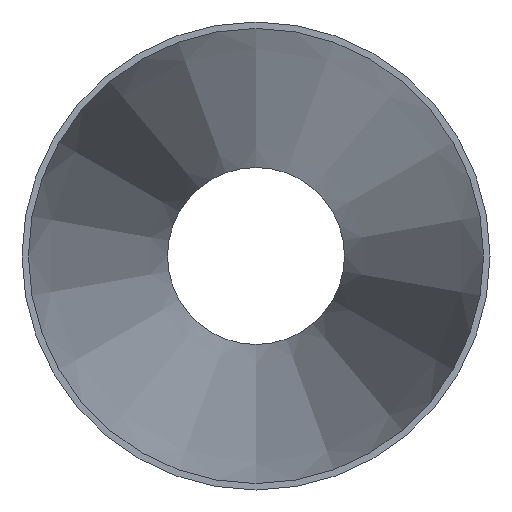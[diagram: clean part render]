
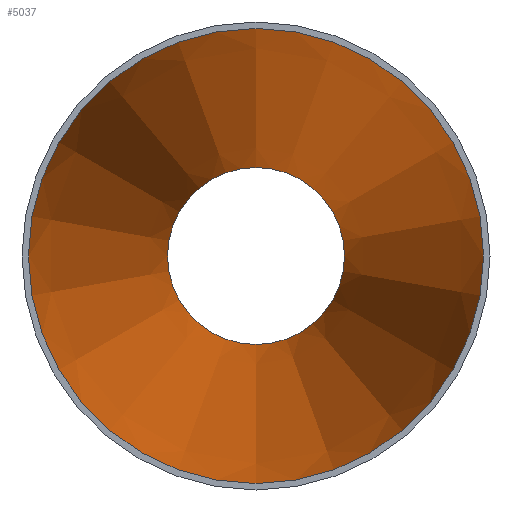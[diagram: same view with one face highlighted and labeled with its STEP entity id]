
A CAD part, front view. The second image highlights one B-rep face of the part: STEP entity #5037.
In plain terms, the highlighted conical face has half-angle 7.418 degrees and reference radius 106.525 mm.
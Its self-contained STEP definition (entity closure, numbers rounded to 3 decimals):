
#1733 = CARTESIAN_POINT ( 'NONE',  ( 0., 0., -106.525 ) ) ;
#5037 = ADVANCED_FACE ( 'NONE', ( #28175, #19733 ), #32399, .F. ) ;
#9048 = CARTESIAN_POINT ( 'NONE',  ( 0., 0., 0. ) ) ;
#11035 = CARTESIAN_POINT ( 'NONE',  ( 0., 0., 0. ) ) ;
#12429 = VERTEX_POINT ( 'NONE', #28508 ) ;
#13698 = CIRCLE ( 'NONE', #42144, 106.525 ) ;
#19733 = FACE_OUTER_BOUND ( 'NONE', #41847, .T. ) ;
#21105 = EDGE_LOOP ( 'NONE', ( #21539 ) ) ;
#21539 = ORIENTED_EDGE ( 'NONE', *, *, #28266, .F. ) ;
#22244 = CIRCLE ( 'NONE', #44185, 41.425 ) ;
#22454 = DIRECTION ( 'NONE',  ( 0., -1., 0. ) ) ;
#26588 = DIRECTION ( 'NONE',  ( 0., 0., -1. ) ) ;
#28008 = VERTEX_POINT ( 'NONE', #1733 ) ;
#28175 = FACE_BOUND ( 'NONE', #21105, .T. ) ;
#28266 = EDGE_CURVE ( 'NONE', #12429, #12429, #22244, .T. ) ;
#28508 = CARTESIAN_POINT ( 'NONE',  ( 0., 500., -41.425 ) ) ;
#31056 = EDGE_CURVE ( 'NONE', #28008, #28008, #13698, .T. ) ;
#31730 = DIRECTION ( 'NONE',  ( 0., -1., 0. ) ) ;
#32399 = CONICAL_SURFACE ( 'NONE', #38877, 106.525, 0.129 ) ;
#34203 = DIRECTION ( 'NONE',  ( 0., 0., -1. ) ) ;
#38877 = AXIS2_PLACEMENT_3D ( 'NONE', #9048, #31730, #46698 ) ;
#41847 = EDGE_LOOP ( 'NONE', ( #44669 ) ) ;
#42144 = AXIS2_PLACEMENT_3D ( 'NONE', #11035, #42598, #26588 ) ;
#42598 = DIRECTION ( 'NONE',  ( 0., -1., 0. ) ) ;
#44185 = AXIS2_PLACEMENT_3D ( 'NONE', #49415, #22454, #34203 ) ;
#44669 = ORIENTED_EDGE ( 'NONE', *, *, #31056, .T. ) ;
#46698 = DIRECTION ( 'NONE',  ( 0., 0., -1. ) ) ;
#49415 = CARTESIAN_POINT ( 'NONE',  ( 0., 500., 0. ) ) ;
